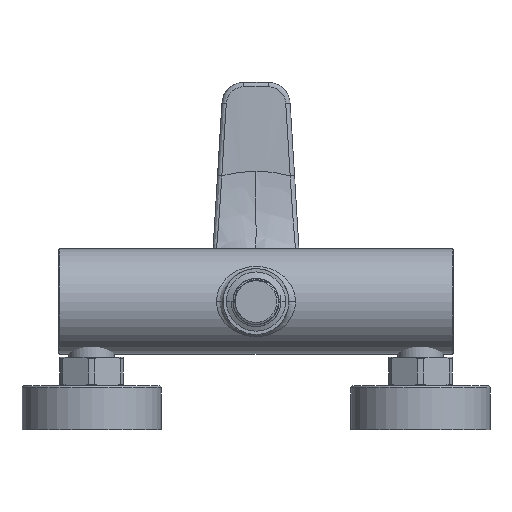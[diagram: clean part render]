
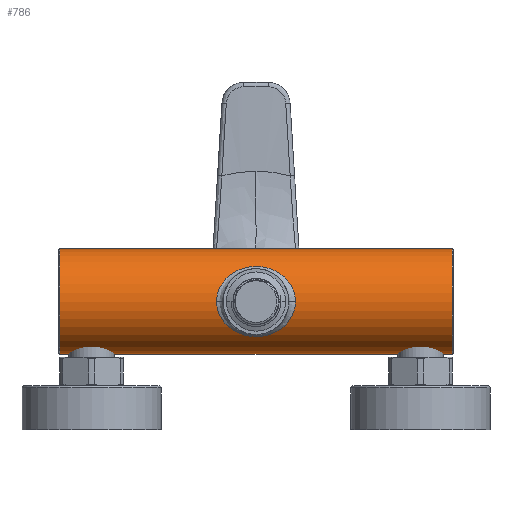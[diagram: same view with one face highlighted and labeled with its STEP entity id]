
A CAD part, front view. The second image highlights one B-rep face of the part: STEP entity #786.
In plain terms, the highlighted cylindrical face has radius 24 mm (diameter 48 mm), a partial arc.
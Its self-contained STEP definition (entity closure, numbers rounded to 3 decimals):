
#42=CARTESIAN_POINT('',(89.5,0.,0.));
#43=DIRECTION('',(1.,0.,0.));
#44=DIRECTION('',(0.,0.473,0.881));
#45=AXIS2_PLACEMENT_3D('',#42,#43,#44);
#47=CARTESIAN_POINT('',(4.824,11.356,-21.144));
#48=CARTESIAN_POINT('',(4.199,11.174,-21.241));
#49=CARTESIAN_POINT('',(2.955,10.876,-21.395));
#50=CARTESIAN_POINT('',(1.174,10.64,-21.513));
#51=CARTESIAN_POINT('',(-0.726,10.606,-21.529));
#52=CARTESIAN_POINT('',(-2.732,10.826,-21.421));
#53=CARTESIAN_POINT('',(-4.118,11.15,-21.254));
#54=CARTESIAN_POINT('',(-4.824,11.356,-21.144));
#56=CARTESIAN_POINT('',(-89.5,0.,0.));
#57=DIRECTION('',(-1.,0.,0.));
#58=DIRECTION('',(0.,0.473,-0.881));
#59=AXIS2_PLACEMENT_3D('',#56,#57,#58);
#61=DIRECTION('',(-1.,0.,0.));
#62=VECTOR('',#61,73.772);
#63=CARTESIAN_POINT('',(-15.728,11.356,21.144));
#64=LINE('',#63,#62);
#65=CARTESIAN_POINT('',(-15.108,11.369,21.137));
#66=CARTESIAN_POINT('',(-15.177,11.366,21.138));
#67=CARTESIAN_POINT('',(-15.315,11.361,21.141));
#68=CARTESIAN_POINT('',(-15.521,11.356,21.143));
#69=CARTESIAN_POINT('',(-15.659,11.356,21.144));
#70=CARTESIAN_POINT('',(-15.728,11.356,21.144));
#72=CARTESIAN_POINT('',(-5.667,11.619,21.));
#73=CARTESIAN_POINT('',(-6.128,11.61,21.005));
#74=CARTESIAN_POINT('',(-7.018,11.591,21.015));
#75=CARTESIAN_POINT('',(-8.254,11.565,21.03));
#76=CARTESIAN_POINT('',(-9.406,11.54,21.044));
#77=CARTESIAN_POINT('',(-10.476,11.514,21.058));
#78=CARTESIAN_POINT('',(-11.481,11.488,21.072));
#79=CARTESIAN_POINT('',(-12.404,11.463,21.086));
#80=CARTESIAN_POINT('',(-13.219,11.438,21.099));
#81=CARTESIAN_POINT('',(-13.93,11.414,21.112));
#82=CARTESIAN_POINT('',(-14.556,11.391,21.124));
#83=CARTESIAN_POINT('',(-14.932,11.376,21.133));
#84=CARTESIAN_POINT('',(-15.108,11.369,21.137));
#86=CARTESIAN_POINT('',(-5.667,11.619,21.));
#87=CARTESIAN_POINT('',(-5.048,11.412,21.114));
#88=CARTESIAN_POINT('',(-3.828,11.062,21.3));
#89=CARTESIAN_POINT('',(-2.074,10.737,21.465));
#90=CARTESIAN_POINT('',(-0.34,10.601,21.532));
#91=CARTESIAN_POINT('',(1.493,10.664,21.501));
#92=CARTESIAN_POINT('',(3.48,10.972,21.347));
#93=CARTESIAN_POINT('',(4.921,11.37,21.138));
#94=CARTESIAN_POINT('',(5.667,11.619,21.));
#96=CARTESIAN_POINT('',(15.108,11.369,21.137));
#97=CARTESIAN_POINT('',(14.851,11.38,21.131));
#98=CARTESIAN_POINT('',(14.326,11.4,21.12));
#99=CARTESIAN_POINT('',(13.533,11.428,21.105));
#100=CARTESIAN_POINT('',(12.644,11.456,21.089));
#101=CARTESIAN_POINT('',(11.693,11.483,21.075));
#102=CARTESIAN_POINT('',(10.666,11.509,21.06));
#103=CARTESIAN_POINT('',(9.558,11.536,21.046));
#104=CARTESIAN_POINT('',(8.362,11.563,21.031));
#105=CARTESIAN_POINT('',(7.074,11.59,21.016));
#106=CARTESIAN_POINT('',(6.147,11.609,21.005));
#107=CARTESIAN_POINT('',(5.667,11.619,21.));
#109=CARTESIAN_POINT('',(15.728,11.356,21.144));
#110=CARTESIAN_POINT('',(15.659,11.356,21.144));
#111=CARTESIAN_POINT('',(15.521,11.356,21.143));
#112=CARTESIAN_POINT('',(15.315,11.361,21.141));
#113=CARTESIAN_POINT('',(15.177,11.366,21.138));
#114=CARTESIAN_POINT('',(15.108,11.369,21.137));
#116=DIRECTION('',(-1.,0.,0.));
#117=VECTOR('',#116,73.772);
#118=CARTESIAN_POINT('',(89.5,11.356,21.144));
#119=LINE('',#118,#117);
#271=DIRECTION('',(1.,0.,0.));
#272=VECTOR('',#271,84.676);
#273=CARTESIAN_POINT('',(4.824,11.356,-21.144));
#274=LINE('',#273,#272);
#280=DIRECTION('',(1.,0.,0.));
#281=VECTOR('',#280,84.676);
#282=CARTESIAN_POINT('',(-89.5,11.356,-21.144));
#283=LINE('',#282,#281);
#284=CARTESIAN_POINT('',(-4.824,11.356,-21.144));
#485=CARTESIAN_POINT('',(5.667,11.619,21.));
#678=VERTEX_POINT('',#284);
#681=VERTEX_POINT('',#47);
#699=CARTESIAN_POINT('',(89.5,11.356,21.144));
#700=CARTESIAN_POINT('',(89.5,11.356,-21.144));
#701=VERTEX_POINT('',#699);
#702=VERTEX_POINT('',#700);
#709=CARTESIAN_POINT('',(15.728,11.356,21.144));
#710=VERTEX_POINT('',#709);
#711=CARTESIAN_POINT('',(-89.5,11.356,-21.144));
#712=CARTESIAN_POINT('',(-89.5,11.356,21.144));
#713=VERTEX_POINT('',#711);
#714=VERTEX_POINT('',#712);
#723=VERTEX_POINT('',#72);
#724=VERTEX_POINT('',#84);
#726=VERTEX_POINT('',#70);
#729=VERTEX_POINT('',#485);
#730=VERTEX_POINT('',#96);
#755=CARTESIAN_POINT('',(-90.,0.,0.));
#756=DIRECTION('',(1.,0.,0.));
#757=DIRECTION('',(0.,0.,-1.));
#758=AXIS2_PLACEMENT_3D('',#755,#756,#757);
#759=CYLINDRICAL_SURFACE('',#758,24.);
#761=ORIENTED_EDGE('',*,*,#760,.T.);
#763=ORIENTED_EDGE('',*,*,#762,.F.);
#765=ORIENTED_EDGE('',*,*,#764,.T.);
#767=ORIENTED_EDGE('',*,*,#766,.F.);
#769=ORIENTED_EDGE('',*,*,#768,.T.);
#771=ORIENTED_EDGE('',*,*,#770,.F.);
#773=ORIENTED_EDGE('',*,*,#772,.F.);
#775=ORIENTED_EDGE('',*,*,#774,.F.);
#777=ORIENTED_EDGE('',*,*,#776,.T.);
#779=ORIENTED_EDGE('',*,*,#778,.F.);
#781=ORIENTED_EDGE('',*,*,#780,.F.);
#783=ORIENTED_EDGE('',*,*,#782,.F.);
#784=EDGE_LOOP('',(#761,#763,#765,#767,#769,#771,#773,#775,#777,#779,#781,
#783));
#785=FACE_OUTER_BOUND('',#784,.F.);
#786=ADVANCED_FACE('',(#785),#759,.T.);
#46=CIRCLE('',#45,24.);
#55=B_SPLINE_CURVE_WITH_KNOTS('',3,(#47,#48,#49,#50,#51,#52,#53,#54),
.UNSPECIFIED.,.F.,.F.,(4,1,1,1,1,4),(0.,0.2,0.4,0.6,0.8,1.),
.UNSPECIFIED.);
#60=CIRCLE('',#59,24.);
#71=B_SPLINE_CURVE_WITH_KNOTS('',3,(#65,#66,#67,#68,#69,#70),.UNSPECIFIED.,.F.,
.F.,(4,1,1,4),(0.,0.333,0.667,1.),.UNSPECIFIED.);
#85=B_SPLINE_CURVE_WITH_KNOTS('',3,(#72,#73,#74,#75,#76,#77,#78,#79,#80,#81,#82,
#83,#84),.UNSPECIFIED.,.F.,.F.,(4,1,1,1,1,1,1,1,1,1,4),(0.,0.1,0.2,0.3,
0.4,0.5,0.6,0.7,0.8,0.9,1.),.UNSPECIFIED.);
#95=B_SPLINE_CURVE_WITH_KNOTS('',3,(#86,#87,#88,#89,#90,#91,#92,#93,#94),
.UNSPECIFIED.,.F.,.F.,(4,1,1,1,1,1,4),(0.,0.167,0.333,
0.5,0.667,0.833,1.),.UNSPECIFIED.);
#108=B_SPLINE_CURVE_WITH_KNOTS('',3,(#96,#97,#98,#99,#100,#101,#102,#103,#104,
#105,#106,#107),.UNSPECIFIED.,.F.,.F.,(4,1,1,1,1,1,1,1,1,4),(0.,
0.111,0.222,0.333,0.444,
0.556,0.667,0.778,0.889,1.),
.UNSPECIFIED.);
#115=B_SPLINE_CURVE_WITH_KNOTS('',3,(#109,#110,#111,#112,#113,#114),
.UNSPECIFIED.,.F.,.F.,(4,1,1,4),(0.,0.333,0.667,1.),
.UNSPECIFIED.);
#760=EDGE_CURVE('',#701,#702,#46,.T.);
#762=EDGE_CURVE('',#681,#702,#274,.T.);
#764=EDGE_CURVE('',#681,#678,#55,.T.);
#766=EDGE_CURVE('',#713,#678,#283,.T.);
#768=EDGE_CURVE('',#713,#714,#60,.T.);
#770=EDGE_CURVE('',#726,#714,#64,.T.);
#772=EDGE_CURVE('',#724,#726,#71,.T.);
#774=EDGE_CURVE('',#723,#724,#85,.T.);
#776=EDGE_CURVE('',#723,#729,#95,.T.);
#778=EDGE_CURVE('',#730,#729,#108,.T.);
#780=EDGE_CURVE('',#710,#730,#115,.T.);
#782=EDGE_CURVE('',#701,#710,#119,.T.);
